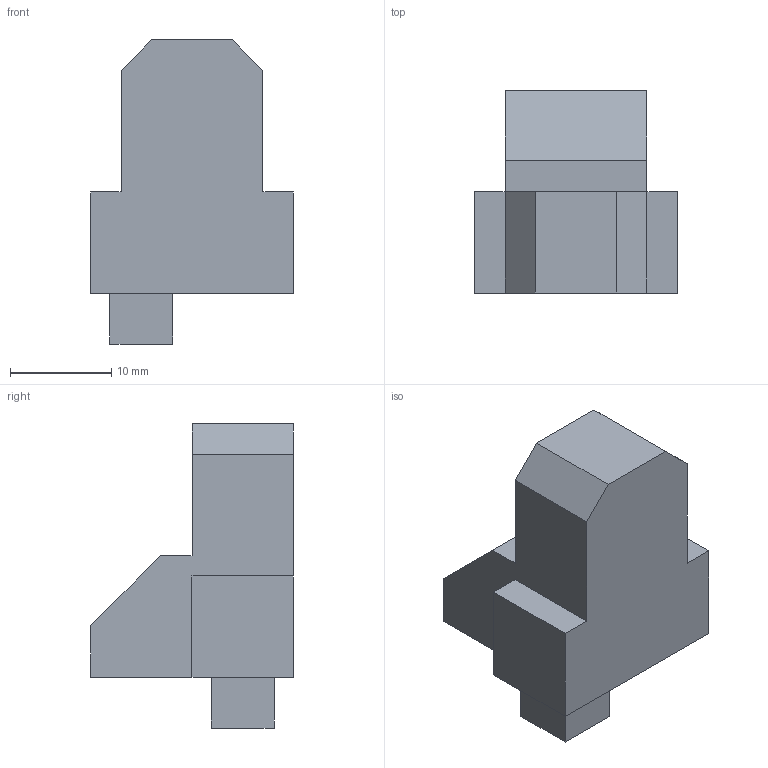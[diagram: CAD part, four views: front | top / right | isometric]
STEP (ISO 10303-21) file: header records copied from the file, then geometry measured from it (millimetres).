
FILE_DESCRIPTION(/* description */ (''),/* implementation_level */ '2;1');
FILE_NAME(/* name */ 'tsume_mentori.step',/* time_stamp */ '2021-07-27T14:55:43+09:00',/* author */ (''),/* organization */ (''),/* preprocessor_version */ 'ST-DEVELOPER v18.1',/* originating_system */ 'Autodesk Translation Framework v10.9.0.1377',/* authorisation */ '');
FILE_SCHEMA (('AUTOMOTIVE_DESIGN { 1 0 10303 214 3 1 1 }'));
Length unit declared in the file: millimetre
Products named in the file (1): 無題
Bounding box: 20 x 20 x 30 mm (x, y, z)
Volume: 5202.1 mm3; surface area: 2418.2 mm2
Topology: 1 solids, 1 shells, 27 faces, 69 edges, 46 vertices
Faces by surface type: plane 27
Entity records: 836 total; most frequent: CARTESIAN_POINT 143, ORIENTED_EDGE 138, DIRECTION 125, LINE 69, VECTOR 69, EDGE_CURVE 69, VERTEX_POINT 46, EDGE_LOOP 29
